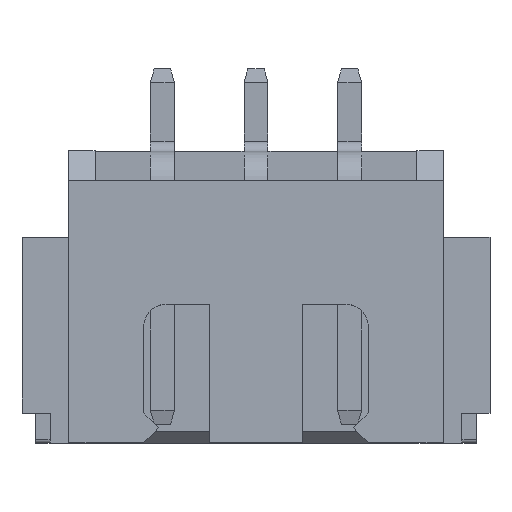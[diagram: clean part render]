
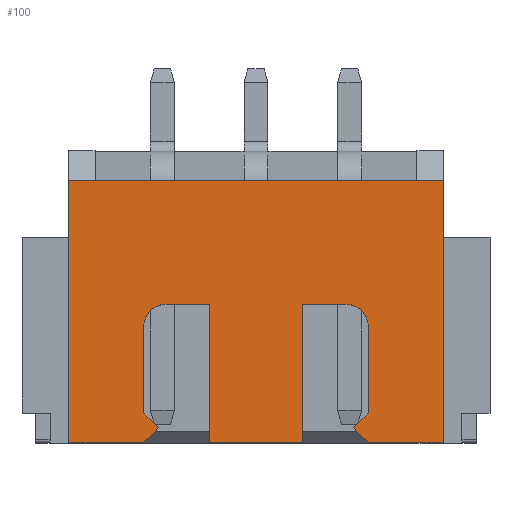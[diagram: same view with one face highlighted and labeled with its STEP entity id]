
A CAD part, top view. The second image highlights one B-rep face of the part: STEP entity #100.
In plain terms, the highlighted planar face has unit normal (0, 0, 1).
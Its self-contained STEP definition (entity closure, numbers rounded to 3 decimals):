
#100=ADVANCED_FACE('',(#1831),#1833,.T.);
#1831=FACE_BOUND('',#1832,.T.);
#1832=EDGE_LOOP('',(#3203,#3204,#3205,#3206,#3207,#3208,#3209,#3210,#3211,#3212,
#3213,#3214,#3215,#3216,#3217,#3218,#3219,#3220));
#1833=PLANE('',#1834);
#1834=AXIS2_PLACEMENT_3D('',#1835,#1836,#1837);
#1835=CARTESIAN_POINT('',(-1.25,-7.,6.));
#1836=DIRECTION('',(0.,0.,1.));
#1837=DIRECTION('',(1.,0.,0.));
#3203=ORIENTED_EDGE('',*,*,#4249,.T.);
#3204=ORIENTED_EDGE('',*,*,#4250,.T.);
#3205=ORIENTED_EDGE('',*,*,#4251,.T.);
#3206=ORIENTED_EDGE('',*,*,#4252,.T.);
#3207=ORIENTED_EDGE('',*,*,#4245,.T.);
#3208=ORIENTED_EDGE('',*,*,#4253,.T.);
#3209=ORIENTED_EDGE('',*,*,#4254,.F.);
#3210=ORIENTED_EDGE('',*,*,#4255,.F.);
#3211=ORIENTED_EDGE('',*,*,#4256,.T.);
#3212=ORIENTED_EDGE('',*,*,#4257,.T.);
#3213=ORIENTED_EDGE('',*,*,#4258,.T.);
#3214=ORIENTED_EDGE('',*,*,#4259,.T.);
#3215=ORIENTED_EDGE('',*,*,#4260,.T.);
#3216=ORIENTED_EDGE('',*,*,#4261,.T.);
#3217=ORIENTED_EDGE('',*,*,#4262,.T.);
#3218=ORIENTED_EDGE('',*,*,#4247,.T.);
#3219=ORIENTED_EDGE('',*,*,#4263,.T.);
#3220=ORIENTED_EDGE('',*,*,#4264,.T.);
#4245=EDGE_CURVE('',#4789,#4791,#4793,.T.);
#4247=EDGE_CURVE('',#4796,#4794,#4797,.T.);
#4249=EDGE_CURVE('',#4799,#4800,#4801,.T.);
#4250=EDGE_CURVE('',#4800,#4802,#4803,.T.);
#4251=EDGE_CURVE('',#4802,#4804,#4805,.T.);
#4252=EDGE_CURVE('',#4804,#4789,#4806,.T.);
#4253=EDGE_CURVE('',#4791,#4807,#4808,.T.);
#4254=EDGE_CURVE('',#4809,#4807,#4810,.T.);
#4255=EDGE_CURVE('',#4811,#4809,#4812,.T.);
#4256=EDGE_CURVE('',#4811,#4813,#4814,.T.);
#4257=EDGE_CURVE('',#4813,#4815,#4816,.F.);
#4258=EDGE_CURVE('',#4815,#4817,#4818,.F.);
#4259=EDGE_CURVE('',#4817,#4819,#4820,.F.);
#4260=EDGE_CURVE('',#4819,#4821,#4822,.F.);
#4261=EDGE_CURVE('',#4821,#4823,#4824,.F.);
#4262=EDGE_CURVE('',#4823,#4796,#4825,.F.);
#4263=EDGE_CURVE('',#4794,#4826,#4827,.T.);
#4264=EDGE_CURVE('',#4826,#4799,#4828,.T.);
#4789=VERTEX_POINT('',#5690);
#4791=VERTEX_POINT('',#5694);
#4793=LINE('',#5698,#5699);
#4794=VERTEX_POINT('',#5701);
#4796=VERTEX_POINT('',#5705);
#4797=LINE('',#5706,#5707);
#4799=VERTEX_POINT('',#5712);
#4800=VERTEX_POINT('',#5713);
#4801=CIRCLE('',#5714,0.6);
#4802=VERTEX_POINT('',#5718);
#4803=LINE('',#5719,#5720);
#4804=VERTEX_POINT('',#5722);
#4805=LINE('',#5723,#5724);
#4806=LINE('',#5726,#5727);
#4807=VERTEX_POINT('',#5729);
#4808=LINE('',#5730,#5731);
#4809=VERTEX_POINT('',#5733);
#4810=LINE('',#5734,#5735);
#4811=VERTEX_POINT('',#5737);
#4812=LINE('',#5738,#5739);
#4813=VERTEX_POINT('',#5741);
#4814=LINE('',#5742,#5743);
#4815=VERTEX_POINT('',#5745);
#4816=LINE('',#5746,#5747);
#4817=VERTEX_POINT('',#5749);
#4818=LINE('',#5750,#5751);
#4819=VERTEX_POINT('',#5753);
#4820=LINE('',#5754,#5755);
#4821=VERTEX_POINT('',#5757);
#4822=CIRCLE('',#5758,0.6);
#4823=VERTEX_POINT('',#5762);
#4824=LINE('',#5763,#5764);
#4825=LINE('',#5766,#5767);
#4826=VERTEX_POINT('',#5769);
#4827=LINE('',#5770,#5771);
#4828=LINE('',#5773,#5774);
#5690=CARTESIAN_POINT('',(5.5,-7.,6.));
#5694=CARTESIAN_POINT('',(7.5,-7.,6.));
#5698=CARTESIAN_POINT('',(5.5,-7.,6.));
#5699=VECTOR('',#5700,1.);
#5700=DIRECTION('',(1.,0.,0.));
#5701=CARTESIAN_POINT('',(3.75,-7.,6.));
#5705=CARTESIAN_POINT('',(1.25,-7.,6.));
#5706=CARTESIAN_POINT('',(1.25,-7.,6.));
#5707=VECTOR('',#5708,1.);
#5708=DIRECTION('',(1.,0.,0.));
#5712=CARTESIAN_POINT('',(4.9,-3.3,6.));
#5713=CARTESIAN_POINT('',(5.5,-3.9,6.));
#5714=AXIS2_PLACEMENT_3D('',#5715,#5716,#5717);
#5715=CARTESIAN_POINT('',(4.9,-3.9,6.));
#5716=DIRECTION('',(0.,0.,-1.));
#5717=DIRECTION('',(0.,1.,0.));
#5718=CARTESIAN_POINT('',(5.5,-6.2,6.));
#5719=CARTESIAN_POINT('',(5.5,-3.9,6.));
#5720=VECTOR('',#5721,1.);
#5721=DIRECTION('',(0.,-1.,0.));
#5722=CARTESIAN_POINT('',(5.1,-6.6,6.));
#5723=CARTESIAN_POINT('',(5.5,-6.2,6.));
#5724=VECTOR('',#5725,1.);
#5725=DIRECTION('',(-0.707,-0.707,0.));
#5726=CARTESIAN_POINT('',(5.1,-6.6,6.));
#5727=VECTOR('',#5728,1.);
#5728=DIRECTION('',(0.707,-0.707,0.));
#5729=CARTESIAN_POINT('',(7.5,0.,6.));
#5730=CARTESIAN_POINT('',(7.5,-7.,6.));
#5731=VECTOR('',#5732,1.);
#5732=DIRECTION('',(0.,1.,0.));
#5733=CARTESIAN_POINT('',(-2.5,0.,6.));
#5734=CARTESIAN_POINT('',(-2.5,0.,6.));
#5735=VECTOR('',#5736,1.);
#5736=DIRECTION('',(1.,0.,0.));
#5737=CARTESIAN_POINT('',(-2.5,-7.,6.));
#5738=CARTESIAN_POINT('',(-2.5,-7.,6.));
#5739=VECTOR('',#5740,1.);
#5740=DIRECTION('',(0.,1.,0.));
#5741=CARTESIAN_POINT('',(-0.5,-7.,6.));
#5742=CARTESIAN_POINT('',(-2.5,-7.,6.));
#5743=VECTOR('',#5744,1.);
#5744=DIRECTION('',(1.,0.,0.));
#5745=CARTESIAN_POINT('',(-0.1,-6.6,6.));
#5746=CARTESIAN_POINT('',(-0.1,-6.6,6.));
#5747=VECTOR('',#5748,1.);
#5748=DIRECTION('',(-0.707,-0.707,0.));
#5749=CARTESIAN_POINT('',(-0.5,-6.2,6.));
#5750=CARTESIAN_POINT('',(-0.5,-6.2,6.));
#5751=VECTOR('',#5752,1.);
#5752=DIRECTION('',(0.707,-0.707,0.));
#5753=CARTESIAN_POINT('',(-0.5,-3.9,6.));
#5754=CARTESIAN_POINT('',(-0.5,-3.9,6.));
#5755=VECTOR('',#5756,1.);
#5756=DIRECTION('',(0.,-1.,0.));
#5757=CARTESIAN_POINT('',(0.1,-3.3,6.));
#5758=AXIS2_PLACEMENT_3D('',#5759,#5760,#5761);
#5759=CARTESIAN_POINT('',(0.1,-3.9,6.));
#5760=DIRECTION('',(0.,-0.,1.));
#5761=DIRECTION('',(0.,1.,0.));
#5762=CARTESIAN_POINT('',(1.25,-3.3,6.));
#5763=CARTESIAN_POINT('',(1.25,-3.3,6.));
#5764=VECTOR('',#5765,1.);
#5765=DIRECTION('',(-1.,0.,0.));
#5766=CARTESIAN_POINT('',(1.25,-7.,6.));
#5767=VECTOR('',#5768,1.);
#5768=DIRECTION('',(0.,1.,0.));
#5769=CARTESIAN_POINT('',(3.75,-3.3,6.));
#5770=CARTESIAN_POINT('',(3.75,-7.,6.));
#5771=VECTOR('',#5772,1.);
#5772=DIRECTION('',(0.,1.,0.));
#5773=CARTESIAN_POINT('',(3.75,-3.3,6.));
#5774=VECTOR('',#5775,1.);
#5775=DIRECTION('',(1.,0.,0.));
